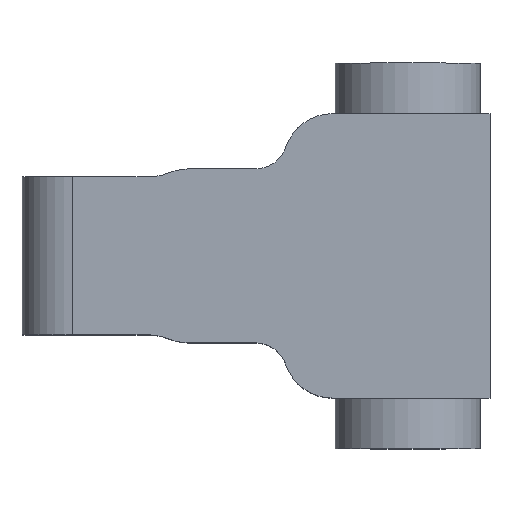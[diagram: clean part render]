
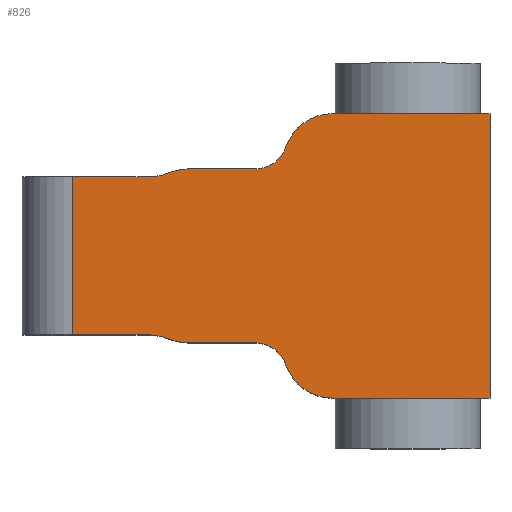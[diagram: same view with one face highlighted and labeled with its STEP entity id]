
A CAD part, top view. The second image highlights one B-rep face of the part: STEP entity #826.
In plain terms, the highlighted planar face has unit normal (0, 0, 1).
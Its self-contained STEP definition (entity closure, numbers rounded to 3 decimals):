
#74=PLANE('',#911);
#110=FACE_OUTER_BOUND('',#159,.T.);
#159=EDGE_LOOP('',(#672,#673,#674,#675,#676,#677,#678,#679,#680,#681,#682,
#683,#684,#685,#686,#687));
#222=LINE('',#1344,#293);
#224=LINE('',#1354,#295);
#228=LINE('',#1364,#299);
#233=LINE('',#1384,#304);
#234=LINE('',#1390,#305);
#235=LINE('',#1396,#306);
#236=LINE('',#1398,#307);
#237=LINE('',#1399,#308);
#293=VECTOR('',#1067,10.);
#295=VECTOR('',#1079,10.);
#299=VECTOR('',#1087,10.);
#304=VECTOR('',#1108,10.);
#305=VECTOR('',#1113,10.);
#306=VECTOR('',#1118,10.);
#307=VECTOR('',#1119,10.);
#308=VECTOR('',#1120,10.);
#339=CIRCLE('',#907,32.);
#340=CIRCLE('',#909,32.);
#342=CIRCLE('',#912,32.);
#343=CIRCLE('',#913,32.);
#344=CIRCLE('',#914,20.);
#345=CIRCLE('',#915,32.);
#346=CIRCLE('',#916,32.);
#347=CIRCLE('',#917,20.);
#399=VERTEX_POINT('',#1338);
#401=VERTEX_POINT('',#1342);
#404=VERTEX_POINT('',#1353);
#406=VERTEX_POINT('',#1360);
#408=VERTEX_POINT('',#1363);
#411=VERTEX_POINT('',#1370);
#412=VERTEX_POINT('',#1375);
#414=VERTEX_POINT('',#1381);
#415=VERTEX_POINT('',#1383);
#416=VERTEX_POINT('',#1385);
#417=VERTEX_POINT('',#1387);
#418=VERTEX_POINT('',#1389);
#419=VERTEX_POINT('',#1391);
#420=VERTEX_POINT('',#1393);
#421=VERTEX_POINT('',#1395);
#422=VERTEX_POINT('',#1397);
#492=EDGE_CURVE('',#399,#401,#222,.T.);
#496=EDGE_CURVE('',#401,#404,#224,.T.);
#500=EDGE_CURVE('',#408,#406,#228,.T.);
#505=EDGE_CURVE('',#408,#411,#339,.T.);
#506=EDGE_CURVE('',#411,#412,#340,.T.);
#509=EDGE_CURVE('',#399,#414,#342,.T.);
#510=EDGE_CURVE('',#415,#404,#233,.T.);
#511=EDGE_CURVE('',#415,#416,#343,.T.);
#512=EDGE_CURVE('',#416,#417,#344,.T.);
#513=EDGE_CURVE('',#418,#417,#234,.T.);
#514=EDGE_CURVE('',#418,#419,#345,.T.);
#515=EDGE_CURVE('',#419,#420,#346,.T.);
#516=EDGE_CURVE('',#420,#421,#235,.T.);
#517=EDGE_CURVE('',#422,#421,#236,.T.);
#518=EDGE_CURVE('',#412,#422,#237,.T.);
#519=EDGE_CURVE('',#414,#406,#347,.T.);
#672=ORIENTED_EDGE('',*,*,#509,.F.);
#673=ORIENTED_EDGE('',*,*,#492,.T.);
#674=ORIENTED_EDGE('',*,*,#496,.T.);
#675=ORIENTED_EDGE('',*,*,#510,.F.);
#676=ORIENTED_EDGE('',*,*,#511,.T.);
#677=ORIENTED_EDGE('',*,*,#512,.T.);
#678=ORIENTED_EDGE('',*,*,#513,.F.);
#679=ORIENTED_EDGE('',*,*,#514,.T.);
#680=ORIENTED_EDGE('',*,*,#515,.T.);
#681=ORIENTED_EDGE('',*,*,#516,.T.);
#682=ORIENTED_EDGE('',*,*,#517,.F.);
#683=ORIENTED_EDGE('',*,*,#518,.F.);
#684=ORIENTED_EDGE('',*,*,#506,.F.);
#685=ORIENTED_EDGE('',*,*,#505,.F.);
#686=ORIENTED_EDGE('',*,*,#500,.T.);
#687=ORIENTED_EDGE('',*,*,#519,.F.);
#826=ADVANCED_FACE('',(#110),#74,.T.);
#907=AXIS2_PLACEMENT_3D('',#1373,#1095,#1096);
#909=AXIS2_PLACEMENT_3D('',#1376,#1099,#1100);
#911=AXIS2_PLACEMENT_3D('',#1380,#1104,#1105);
#912=AXIS2_PLACEMENT_3D('',#1382,#1106,#1107);
#913=AXIS2_PLACEMENT_3D('',#1386,#1109,#1110);
#914=AXIS2_PLACEMENT_3D('',#1388,#1111,#1112);
#915=AXIS2_PLACEMENT_3D('',#1392,#1114,#1115);
#916=AXIS2_PLACEMENT_3D('',#1394,#1116,#1117);
#917=AXIS2_PLACEMENT_3D('',#1400,#1121,#1122);
#1067=DIRECTION('',(1.,0.,0.));
#1079=DIRECTION('',(0.,1.,0.));
#1087=DIRECTION('',(1.,0.,0.));
#1095=DIRECTION('center_axis',(0.,0.,-1.));
#1096=DIRECTION('ref_axis',(-0.537,-0.844,0.));
#1099=DIRECTION('center_axis',(0.,0.,1.));
#1100=DIRECTION('ref_axis',(0.198,0.98,0.));
#1104=DIRECTION('center_axis',(0.,0.,1.));
#1105=DIRECTION('ref_axis',(1.,0.,0.));
#1106=DIRECTION('center_axis',(0.,0.,-1.));
#1107=DIRECTION('ref_axis',(0.,1.,0.));
#1108=DIRECTION('',(1.,0.,0.));
#1109=DIRECTION('center_axis',(0.,0.,1.));
#1110=DIRECTION('ref_axis',(0.,-1.,0.));
#1111=DIRECTION('center_axis',(0.,0.,-1.));
#1112=DIRECTION('ref_axis',(0.602,-0.798,0.));
#1113=DIRECTION('',(1.,0.,0.));
#1114=DIRECTION('center_axis',(0.,0.,1.));
#1115=DIRECTION('ref_axis',(-0.537,0.844,0.));
#1116=DIRECTION('center_axis',(0.,0.,-1.));
#1117=DIRECTION('ref_axis',(0.198,-0.98,0.));
#1118=DIRECTION('',(-1.,0.,0.));
#1119=DIRECTION('',(0.,1.,0.));
#1120=DIRECTION('',(-1.,0.,0.));
#1121=DIRECTION('center_axis',(0.,0.,1.));
#1122=DIRECTION('ref_axis',(0.602,0.798,0.));
#1338=CARTESIAN_POINT('',(0.899,-90.,47.));
#1342=CARTESIAN_POINT('',(100.,-90.,47.));
#1344=CARTESIAN_POINT('',(-23.157,-90.,47.));
#1353=CARTESIAN_POINT('',(100.,90.,47.));
#1354=CARTESIAN_POINT('',(100.,-90.,47.));
#1360=CARTESIAN_POINT('',(-48.243,-55.,47.));
#1363=CARTESIAN_POINT('',(-90.824,-55.,47.));
#1364=CARTESIAN_POINT('',(-108.,-55.,47.));
#1370=CARTESIAN_POINT('',(-103.224,-52.5,47.));
#1373=CARTESIAN_POINT('Origin',(-90.824,-23.,47.));
#1375=CARTESIAN_POINT('',(-115.624,-50.,47.));
#1376=CARTESIAN_POINT('Origin',(-115.624,-82.,47.));
#1380=CARTESIAN_POINT('Origin',(-4.,0.,47.));
#1381=CARTESIAN_POINT('',(-29.342,-68.462,47.));
#1382=CARTESIAN_POINT('Origin',(0.899,-58.,47.));
#1383=CARTESIAN_POINT('',(0.899,90.,47.));
#1384=CARTESIAN_POINT('',(-23.157,90.,47.));
#1385=CARTESIAN_POINT('',(-29.342,68.462,47.));
#1386=CARTESIAN_POINT('Origin',(0.899,58.,47.));
#1387=CARTESIAN_POINT('',(-48.243,55.,47.));
#1388=CARTESIAN_POINT('Origin',(-48.243,75.,47.));
#1389=CARTESIAN_POINT('',(-90.824,55.,47.));
#1390=CARTESIAN_POINT('',(-108.,55.,47.));
#1391=CARTESIAN_POINT('',(-103.224,52.5,47.));
#1392=CARTESIAN_POINT('Origin',(-90.824,23.,47.));
#1393=CARTESIAN_POINT('',(-115.624,50.,47.));
#1394=CARTESIAN_POINT('Origin',(-115.624,82.,47.));
#1395=CARTESIAN_POINT('',(-164.,50.,47.));
#1396=CARTESIAN_POINT('',(-108.,50.,47.));
#1397=CARTESIAN_POINT('',(-164.,-50.,47.));
#1398=CARTESIAN_POINT('',(-164.,0.,47.));
#1399=CARTESIAN_POINT('',(-108.,-50.,47.));
#1400=CARTESIAN_POINT('Origin',(-48.243,-75.,47.));
